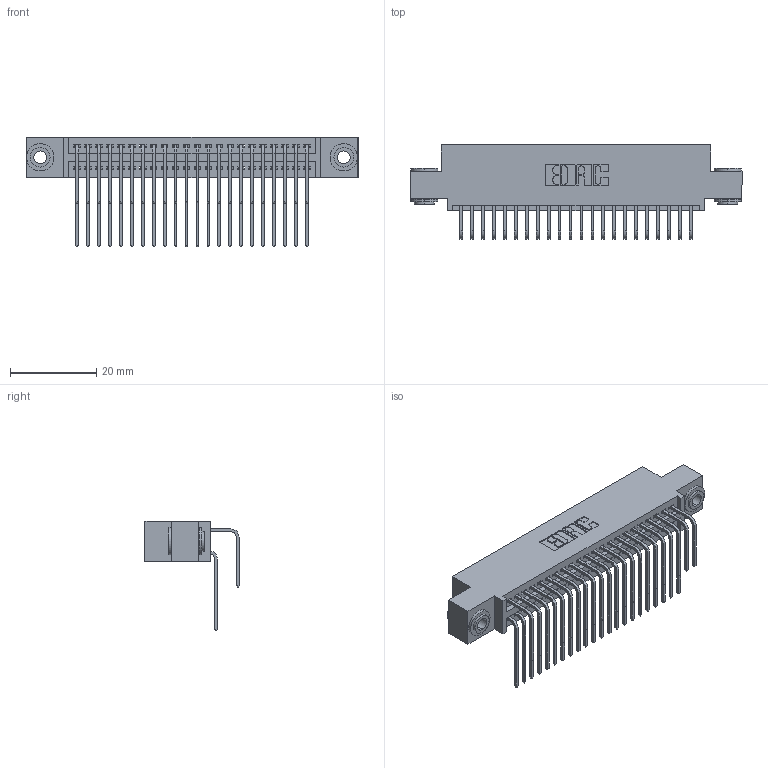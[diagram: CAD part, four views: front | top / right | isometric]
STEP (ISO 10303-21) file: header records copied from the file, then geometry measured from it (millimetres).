
FILE_DESCRIPTION (( 'STEP AP203' ), '1' );
FILE_NAME ('345-044-558-503.STEP', '2018-09-09T05:32:17', ( '' ), ( '' ), 'SwSTEP 2.0', 'SolidWorks 2016', '' );
FILE_SCHEMA (( 'CONFIG_CONTROL_DESIGN' ));
Length unit declared in the file: inch
Products named in the file (5): 345 Part_0.110 Offset - 0.156 Dia-TH; 345-292-001_558 559 Tail - 1; 345-292-001_558 Tail - 2; 345-250-002_345-250-002-102; 345-044-558-503
Assembly tree (47 placements, depth 2):
  345-044-558-503
    345 Part_0.110 Offset - 0.156 Dia-TH
    345-292-001_558 559 Tail - 1  x22
    345-292-001_558 Tail - 2  x22
    345-250-002_345-250-002-102  x2
Bounding box: 77.09 x 21.83 x 25.53 mm (x, y, z)
Volume: 7502.7 mm3; surface area: 12194.2 mm2
Topology: 47 solids, 47 shells, 2456 faces, 7249 edges, 4770 vertices
Faces by surface type: plane 1634, cylinder 814, cone 8
Entity records: 22388 total; most frequent: CARTESIAN_POINT 3794, ORIENTED_EDGE 3670, DIRECTION 3373, EDGE_CURVE 1835, VECTOR 1551, LINE 1551, VERTEX_POINT 1218, AXIS2_PLACEMENT_3D 911
